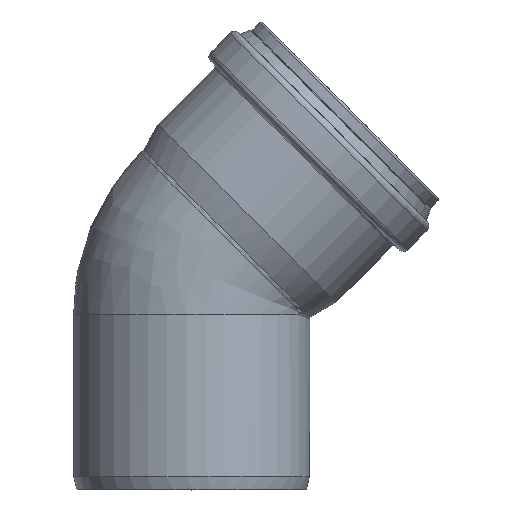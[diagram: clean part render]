
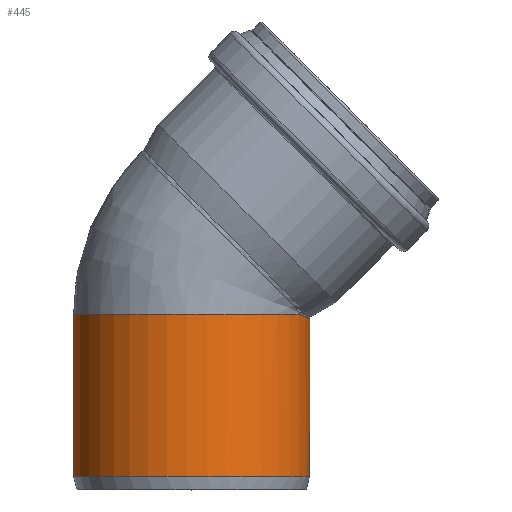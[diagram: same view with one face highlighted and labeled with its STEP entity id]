
A CAD part, top view. The second image highlights one B-rep face of the part: STEP entity #445.
In plain terms, the highlighted cylindrical face has radius 55.05 mm (diameter 110.1 mm), a full revolution.
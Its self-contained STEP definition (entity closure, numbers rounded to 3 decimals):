
#37=CYLINDRICAL_SURFACE('',#494,55.05);
#47=ELLIPSE('',#487,59.826,55.05);
#55=FACE_BOUND('',#139,.T.);
#96=FACE_OUTER_BOUND('',#138,.T.);
#138=EDGE_LOOP('',(#357));
#139=EDGE_LOOP('',(#358,#359));
#212=CIRCLE('',#485,55.05);
#216=CIRCLE('',#493,55.05);
#252=VERTEX_POINT('',#734);
#254=VERTEX_POINT('',#762);
#256=VERTEX_POINT('',#771);
#295=EDGE_CURVE('',#252,#252,#212,.T.);
#298=EDGE_CURVE('',#254,#256,#47,.T.);
#305=EDGE_CURVE('',#256,#254,#216,.T.);
#357=ORIENTED_EDGE('',*,*,#295,.T.);
#358=ORIENTED_EDGE('',*,*,#298,.F.);
#359=ORIENTED_EDGE('',*,*,#305,.F.);
#445=ADVANCED_FACE('',(#96,#55),#37,.T.);
#485=AXIS2_PLACEMENT_3D('',#735,#570,#571);
#487=AXIS2_PLACEMENT_3D('',#772,#574,#575);
#493=AXIS2_PLACEMENT_3D('',#846,#586,#587);
#494=AXIS2_PLACEMENT_3D('',#847,#588,#589);
#570=DIRECTION('center_axis',(0.,1.,0.));
#571=DIRECTION('ref_axis',(1.,0.,0.));
#574=DIRECTION('center_axis',(0.392,0.92,0.));
#575=DIRECTION('ref_axis',(0.92,-0.392,0.));
#586=DIRECTION('center_axis',(0.,1.,0.));
#587=DIRECTION('ref_axis',(1.,0.,0.));
#588=DIRECTION('center_axis',(0.,1.,0.));
#589=DIRECTION('ref_axis',(1.,0.,0.));
#734=CARTESIAN_POINT('',(-55.05,6.,0.));
#735=CARTESIAN_POINT('Origin',(0.,6.,0.));
#762=CARTESIAN_POINT('',(50.085,81.739,22.847));
#771=CARTESIAN_POINT('',(50.085,81.739,-22.847));
#772=CARTESIAN_POINT('Origin',(0.,103.05,0.));
#846=CARTESIAN_POINT('Origin',(0.,81.739,0.));
#847=CARTESIAN_POINT('Origin',(0.,0.,0.));
